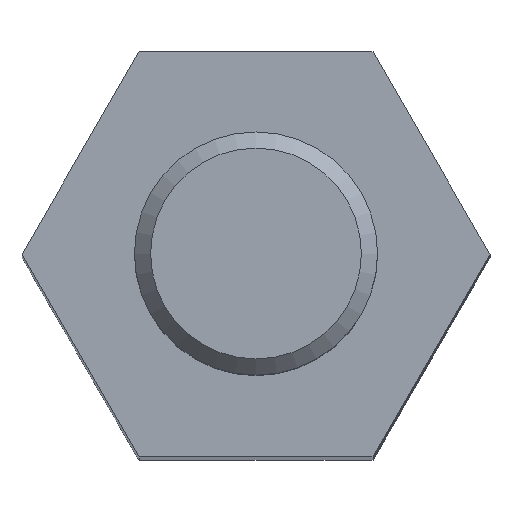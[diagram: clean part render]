
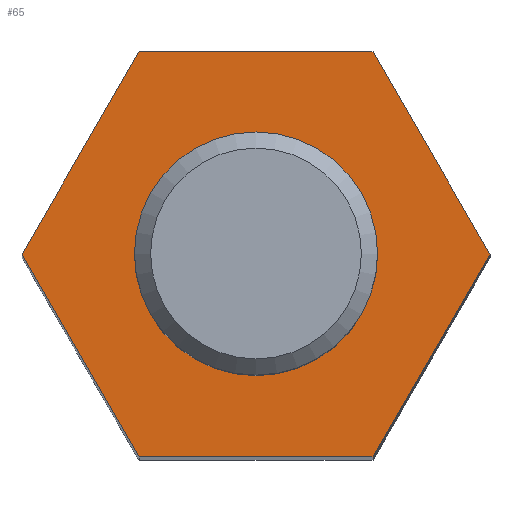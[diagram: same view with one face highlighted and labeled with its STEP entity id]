
A CAD part, top view. The second image highlights one B-rep face of the part: STEP entity #65.
In plain terms, the highlighted planar face has unit normal (0, 0, 1).
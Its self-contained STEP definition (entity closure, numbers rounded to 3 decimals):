
#65 = ADVANCED_FACE( '', ( #142, #143 ), #144, .T. );
#142 = FACE_BOUND( '', #236, .T. );
#143 = FACE_OUTER_BOUND( '', #237, .T. );
#144 = PLANE( '', #238 );
#236 = EDGE_LOOP( '', ( #359 ) );
#237 = EDGE_LOOP( '', ( #360, #361, #362, #363, #364, #365 ) );
#238 = AXIS2_PLACEMENT_3D( '', #366, #367, #368 );
#359 = ORIENTED_EDGE( '', *, *, #512, .T. );
#360 = ORIENTED_EDGE( '', *, *, #513, .T. );
#361 = ORIENTED_EDGE( '', *, *, #514, .T. );
#362 = ORIENTED_EDGE( '', *, *, #515, .T. );
#363 = ORIENTED_EDGE( '', *, *, #493, .T. );
#364 = ORIENTED_EDGE( '', *, *, #499, .T. );
#365 = ORIENTED_EDGE( '', *, *, #516, .T. );
#366 = CARTESIAN_POINT( '', ( 0., 0., 50. ) );
#367 = DIRECTION( '', ( 0., 0., 1. ) );
#368 = DIRECTION( '', ( 1., 0., 0. ) );
#493 = EDGE_CURVE( '', #569, #567, #570, .T. );
#499 = EDGE_CURVE( '', #567, #577, #579, .T. );
#512 = EDGE_CURVE( '', #595, #595, #596, .F. );
#513 = EDGE_CURVE( '', #597, #598, #599, .T. );
#514 = EDGE_CURVE( '', #598, #600, #601, .T. );
#515 = EDGE_CURVE( '', #600, #569, #602, .T. );
#516 = EDGE_CURVE( '', #577, #597, #603, .T. );
#567 = VERTEX_POINT( '', #674 );
#569 = VERTEX_POINT( '', #677 );
#570 = LINE( '', #678, #679 );
#577 = VERTEX_POINT( '', #701 );
#579 = LINE( '', #704, #705 );
#595 = VERTEX_POINT( '', #745 );
#596 = CIRCLE( '', #746, 2.792 );
#597 = VERTEX_POINT( '', #747 );
#598 = VERTEX_POINT( '', #748 );
#599 = LINE( '', #749, #750 );
#600 = VERTEX_POINT( '', #751 );
#601 = LINE( '', #752, #753 );
#602 = LINE( '', #754, #755 );
#603 = LINE( '', #756, #757 );
#674 = CARTESIAN_POINT( '', ( 2.887, -5., 50. ) );
#677 = CARTESIAN_POINT( '', ( -2.887, -5., 50. ) );
#678 = CARTESIAN_POINT( '', ( -2.887, -5., 50. ) );
#679 = VECTOR( '', #847, 1000. );
#701 = CARTESIAN_POINT( '', ( 5.774, 0., 50. ) );
#704 = CARTESIAN_POINT( '', ( 2.887, -5., 50. ) );
#705 = VECTOR( '', #850, 1000. );
#745 = CARTESIAN_POINT( '', ( 2.792, 0., 50. ) );
#746 = AXIS2_PLACEMENT_3D( '', #857, #858, #859 );
#747 = CARTESIAN_POINT( '', ( 2.887, 5., 50. ) );
#748 = CARTESIAN_POINT( '', ( -2.887, 5., 50. ) );
#749 = CARTESIAN_POINT( '', ( 2.887, 5., 50. ) );
#750 = VECTOR( '', #860, 1000. );
#751 = CARTESIAN_POINT( '', ( -5.774, 0., 50. ) );
#752 = CARTESIAN_POINT( '', ( -2.887, 5., 50. ) );
#753 = VECTOR( '', #861, 1000. );
#754 = CARTESIAN_POINT( '', ( -5.774, 0., 50. ) );
#755 = VECTOR( '', #862, 1000. );
#756 = CARTESIAN_POINT( '', ( 5.774, 0., 50. ) );
#757 = VECTOR( '', #863, 1000. );
#847 = DIRECTION( '', ( 1., 0., 0. ) );
#850 = DIRECTION( '', ( 0.5, 0.866, 0. ) );
#857 = CARTESIAN_POINT( '', ( 0., 0., 50. ) );
#858 = DIRECTION( '', ( 0., 0., 1. ) );
#859 = DIRECTION( '', ( 1., 0., 0. ) );
#860 = DIRECTION( '', ( -1., 0., 0. ) );
#861 = DIRECTION( '', ( -0.5, -0.866, 0. ) );
#862 = DIRECTION( '', ( 0.5, -0.866, 0. ) );
#863 = DIRECTION( '', ( -0.5, 0.866, 0. ) );
